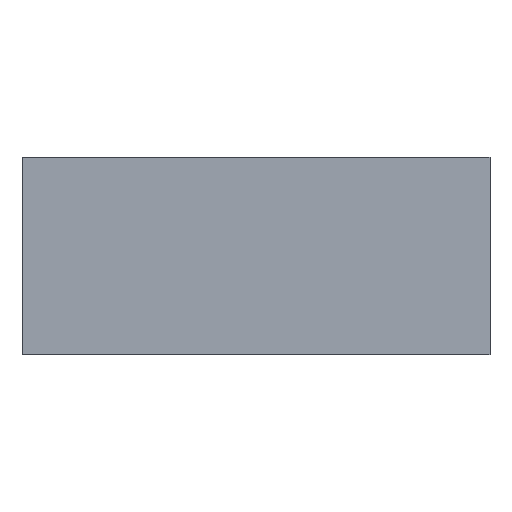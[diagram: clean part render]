
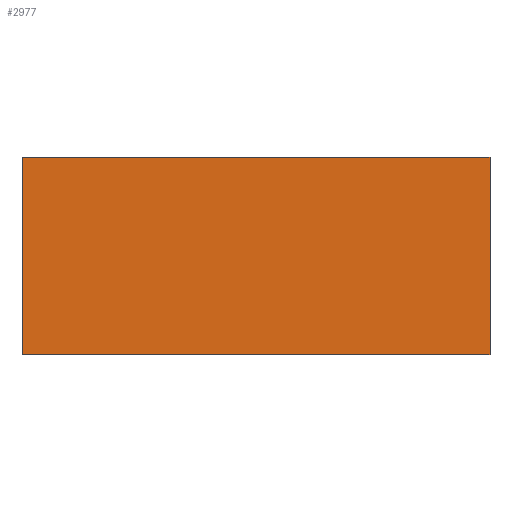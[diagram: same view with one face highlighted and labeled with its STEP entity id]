
A CAD part, front view. The second image highlights one B-rep face of the part: STEP entity #2977.
In plain terms, the highlighted face is planar.
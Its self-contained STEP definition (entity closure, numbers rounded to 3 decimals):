
#553=ORIENTED_EDGE('',*,*,#918,.F.);
#554=ORIENTED_EDGE('',*,*,#919,.F.);
#555=ORIENTED_EDGE('',*,*,#920,.T.);
#556=ORIENTED_EDGE('',*,*,#915,.T.);
#915=EDGE_CURVE('',#1095,#1093,#1257,.T.);
#918=EDGE_CURVE('',#1097,#1093,#1260,.T.);
#919=EDGE_CURVE('',#1098,#1097,#1261,.T.);
#920=EDGE_CURVE('',#1098,#1095,#1262,.T.);
#1093=VERTEX_POINT('',#6056);
#1095=VERTEX_POINT('',#6059);
#1097=VERTEX_POINT('',#6065);
#1098=VERTEX_POINT('',#6067);
#1257=LINE('',#6058,#1400);
#1260=LINE('',#6064,#1403);
#1261=LINE('',#6066,#1404);
#1262=LINE('',#6068,#1405);
#1400=VECTOR('',#3417,1000.);
#1403=VECTOR('',#3422,1000.);
#1404=VECTOR('',#3423,1000.);
#1405=VECTOR('',#3424,1000.);
#1533=EDGE_LOOP('',(#553,#554,#555,#556));
#1730=FACE_BOUND('',#1533,.T.);
#1874=PLANE('',#3085);
#2977=ADVANCED_FACE('',(#1730),#1874,.T.);
#3085=AXIS2_PLACEMENT_3D('',#6063,#3420,#3421);
#3417=DIRECTION('',(0.,0.,1.));
#3420=DIRECTION('',(1.,0.,0.));
#3421=DIRECTION('',(0.,0.,-1.));
#3422=DIRECTION('',(0.,1.,0.));
#3423=DIRECTION('',(0.,0.,1.));
#3424=DIRECTION('',(0.,1.,0.));
#6056=CARTESIAN_POINT('',(4.,2.75,2.32));
#6058=CARTESIAN_POINT('',(4.,2.75,0.22));
#6059=CARTESIAN_POINT('',(4.,2.75,0.));
#6063=CARTESIAN_POINT('',(4.,-2.75,0.22));
#6064=CARTESIAN_POINT('',(4.,-2.75,2.32));
#6065=CARTESIAN_POINT('',(4.,-2.75,2.32));
#6066=CARTESIAN_POINT('',(4.,-2.75,0.22));
#6067=CARTESIAN_POINT('',(4.,-2.75,0.));
#6068=CARTESIAN_POINT('',(4.,-2.75,0.));
